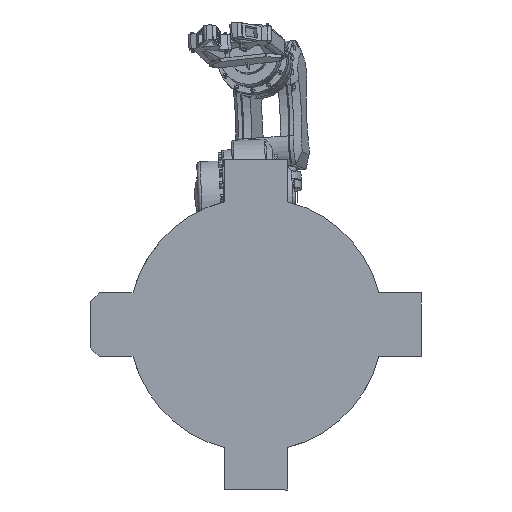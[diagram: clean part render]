
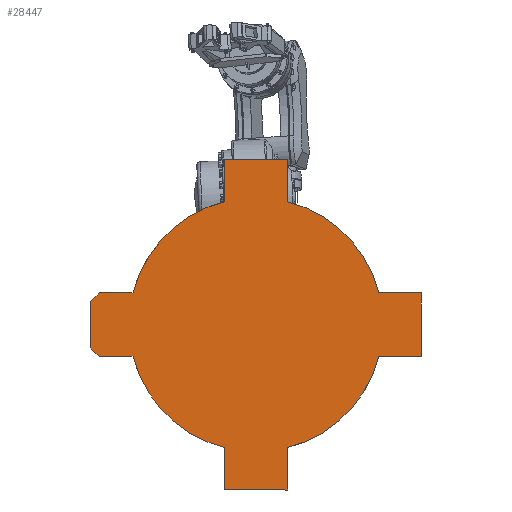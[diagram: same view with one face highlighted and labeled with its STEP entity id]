
A CAD part, front view. The second image highlights one B-rep face of the part: STEP entity #28447.
In plain terms, the highlighted planar face has unit normal (0, -1, 0).
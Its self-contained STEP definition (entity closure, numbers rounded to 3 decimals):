
#630=FACE_OUTER_BOUND('',#2215,.T.);
#2215=EDGE_LOOP('',(#17766,#17767,#17768,#17769,#17770,#17771,#17772,#17773,
#17774,#17775,#17776,#17777,#17778,#17779,#17780,#17781,#17782,#17783));
#4000=CIRCLE('',#30045,75.);
#4003=CIRCLE('',#30050,75.);
#4006=CIRCLE('',#30055,75.);
#4011=CIRCLE('',#30063,75.);
#4550=LINE('',#39677,#7890);
#4551=LINE('',#39679,#7891);
#4552=LINE('',#39681,#7892);
#4553=LINE('',#39683,#7893);
#4554=LINE('',#39684,#7894);
#4555=LINE('',#39686,#7895);
#4556=LINE('',#39688,#7896);
#4557=LINE('',#39689,#7897);
#4558=LINE('',#39691,#7898);
#4559=LINE('',#39693,#7899);
#4560=LINE('',#39694,#7900);
#4561=LINE('',#39696,#7901);
#4562=LINE('',#39698,#7902);
#4563=LINE('',#39699,#7903);
#7890=VECTOR('',#32225,20.);
#7891=VECTOR('',#32226,7.071);
#7892=VECTOR('',#32227,27.5);
#7893=VECTOR('',#32228,7.071);
#7894=VECTOR('',#32229,20.);
#7895=VECTOR('',#32230,25.);
#7896=VECTOR('',#32231,37.5);
#7897=VECTOR('',#32232,25.);
#7898=VECTOR('',#32233,25.);
#7899=VECTOR('',#32234,37.5);
#7900=VECTOR('',#32235,25.);
#7901=VECTOR('',#32236,25.);
#7902=VECTOR('',#32237,37.5);
#7903=VECTOR('',#32238,25.);
#11156=VERTEX_POINT('',#39477);
#11157=VERTEX_POINT('',#39479);
#11180=VERTEX_POINT('',#39527);
#11181=VERTEX_POINT('',#39529);
#11204=VERTEX_POINT('',#39577);
#11205=VERTEX_POINT('',#39579);
#11214=VERTEX_POINT('',#39602);
#11215=VERTEX_POINT('',#39604);
#11247=VERTEX_POINT('',#39676);
#11248=VERTEX_POINT('',#39678);
#11249=VERTEX_POINT('',#39680);
#11250=VERTEX_POINT('',#39682);
#11251=VERTEX_POINT('',#39685);
#11252=VERTEX_POINT('',#39687);
#11253=VERTEX_POINT('',#39690);
#11254=VERTEX_POINT('',#39692);
#11255=VERTEX_POINT('',#39695);
#11256=VERTEX_POINT('',#39697);
#13737=EDGE_CURVE('',#11156,#11157,#4000,.T.);
#13761=EDGE_CURVE('',#11180,#11181,#4003,.T.);
#13785=EDGE_CURVE('',#11204,#11205,#4006,.T.);
#13797=EDGE_CURVE('',#11214,#11215,#4011,.T.);
#13832=EDGE_CURVE('',#11214,#11247,#4550,.T.);
#13833=EDGE_CURVE('',#11247,#11248,#4551,.F.);
#13834=EDGE_CURVE('',#11248,#11249,#4552,.T.);
#13835=EDGE_CURVE('',#11249,#11250,#4553,.F.);
#13836=EDGE_CURVE('',#11250,#11157,#4554,.T.);
#13837=EDGE_CURVE('',#11156,#11251,#4555,.T.);
#13838=EDGE_CURVE('',#11251,#11252,#4556,.T.);
#13839=EDGE_CURVE('',#11252,#11181,#4557,.T.);
#13840=EDGE_CURVE('',#11180,#11253,#4558,.T.);
#13841=EDGE_CURVE('',#11253,#11254,#4559,.T.);
#13842=EDGE_CURVE('',#11254,#11205,#4560,.T.);
#13843=EDGE_CURVE('',#11204,#11255,#4561,.T.);
#13844=EDGE_CURVE('',#11255,#11256,#4562,.T.);
#13845=EDGE_CURVE('',#11256,#11215,#4563,.T.);
#17766=ORIENTED_EDGE('',*,*,#13832,.T.);
#17767=ORIENTED_EDGE('',*,*,#13833,.T.);
#17768=ORIENTED_EDGE('',*,*,#13834,.T.);
#17769=ORIENTED_EDGE('',*,*,#13835,.T.);
#17770=ORIENTED_EDGE('',*,*,#13836,.T.);
#17771=ORIENTED_EDGE('',*,*,#13737,.F.);
#17772=ORIENTED_EDGE('',*,*,#13837,.T.);
#17773=ORIENTED_EDGE('',*,*,#13838,.T.);
#17774=ORIENTED_EDGE('',*,*,#13839,.T.);
#17775=ORIENTED_EDGE('',*,*,#13761,.F.);
#17776=ORIENTED_EDGE('',*,*,#13840,.T.);
#17777=ORIENTED_EDGE('',*,*,#13841,.T.);
#17778=ORIENTED_EDGE('',*,*,#13842,.T.);
#17779=ORIENTED_EDGE('',*,*,#13785,.F.);
#17780=ORIENTED_EDGE('',*,*,#13843,.T.);
#17781=ORIENTED_EDGE('',*,*,#13844,.T.);
#17782=ORIENTED_EDGE('',*,*,#13845,.T.);
#17783=ORIENTED_EDGE('',*,*,#13797,.F.);
#25510=PLANE('',#30075);
#28447=ADVANCED_FACE('',(#630),#25510,.F.);
#30045=AXIS2_PLACEMENT_3D('',#39480,#32087,#32088);
#30050=AXIS2_PLACEMENT_3D('',#39530,#32118,#32119);
#30055=AXIS2_PLACEMENT_3D('',#39580,#32149,#32150);
#30063=AXIS2_PLACEMENT_3D('',#39605,#32172,#32173);
#30075=AXIS2_PLACEMENT_3D('',#39675,#32223,#32224);
#32087=DIRECTION('center_axis',(0.,1.,0.));
#32088=DIRECTION('ref_axis',(0.,0.,1.));
#32118=DIRECTION('center_axis',(0.,1.,0.));
#32119=DIRECTION('ref_axis',(0.,0.,1.));
#32149=DIRECTION('center_axis',(0.,1.,0.));
#32150=DIRECTION('ref_axis',(0.,0.,1.));
#32172=DIRECTION('center_axis',(0.,1.,0.));
#32173=DIRECTION('ref_axis',(0.,0.,1.));
#32223=DIRECTION('center_axis',(0.,1.,0.));
#32224=DIRECTION('ref_axis',(0.,0.,1.));
#32225=DIRECTION('',(-1.,0.,0.));
#32226=DIRECTION('',(0.707,0.,0.707));
#32227=DIRECTION('',(0.,0.,-1.));
#32228=DIRECTION('',(-0.707,0.,0.707));
#32229=DIRECTION('',(1.,0.,0.));
#32230=DIRECTION('',(0.,0.,-1.));
#32231=DIRECTION('',(1.,0.,0.));
#32232=DIRECTION('',(0.,0.,1.));
#32233=DIRECTION('',(1.,0.,0.));
#32234=DIRECTION('',(0.,0.,1.));
#32235=DIRECTION('',(-1.,0.,0.));
#32236=DIRECTION('',(0.,0.,1.));
#32237=DIRECTION('',(-1.,0.,0.));
#32238=DIRECTION('',(0.,0.,-1.));
#39477=CARTESIAN_POINT('',(-18.75,0.,-72.618));
#39479=CARTESIAN_POINT('',(-72.618,0.,-18.75));
#39480=CARTESIAN_POINT('Origin',(0.,0.,0.));
#39527=CARTESIAN_POINT('',(72.618,0.,-18.75));
#39529=CARTESIAN_POINT('',(18.75,0.,-72.618));
#39530=CARTESIAN_POINT('Origin',(0.,0.,0.));
#39577=CARTESIAN_POINT('',(18.75,0.,72.618));
#39579=CARTESIAN_POINT('',(72.618,0.,18.75));
#39580=CARTESIAN_POINT('Origin',(0.,0.,0.));
#39602=CARTESIAN_POINT('',(-72.618,0.,18.75));
#39604=CARTESIAN_POINT('',(-18.75,0.,72.618));
#39605=CARTESIAN_POINT('Origin',(0.,0.,0.));
#39675=CARTESIAN_POINT('Origin',(0.,0.,0.));
#39676=CARTESIAN_POINT('',(-92.618,0.,18.75));
#39677=CARTESIAN_POINT('',(-72.618,0.,18.75));
#39678=CARTESIAN_POINT('',(-97.618,0.,13.75));
#39679=CARTESIAN_POINT('',(-97.618,0.,13.75));
#39680=CARTESIAN_POINT('',(-97.618,0.,-13.75));
#39681=CARTESIAN_POINT('',(-97.618,0.,13.75));
#39682=CARTESIAN_POINT('',(-92.618,0.,-18.75));
#39683=CARTESIAN_POINT('',(-92.618,0.,-18.75));
#39684=CARTESIAN_POINT('',(-92.618,0.,-18.75));
#39685=CARTESIAN_POINT('',(-18.75,0.,-97.618));
#39686=CARTESIAN_POINT('',(-18.75,0.,-72.618));
#39687=CARTESIAN_POINT('',(18.75,0.,-97.618));
#39688=CARTESIAN_POINT('',(-18.75,0.,-97.618));
#39689=CARTESIAN_POINT('',(18.75,0.,-97.618));
#39690=CARTESIAN_POINT('',(97.618,0.,-18.75));
#39691=CARTESIAN_POINT('',(72.618,0.,-18.75));
#39692=CARTESIAN_POINT('',(97.618,0.,18.75));
#39693=CARTESIAN_POINT('',(97.618,0.,-18.75));
#39694=CARTESIAN_POINT('',(97.618,0.,18.75));
#39695=CARTESIAN_POINT('',(18.75,0.,97.618));
#39696=CARTESIAN_POINT('',(18.75,0.,72.618));
#39697=CARTESIAN_POINT('',(-18.75,0.,97.618));
#39698=CARTESIAN_POINT('',(18.75,0.,97.618));
#39699=CARTESIAN_POINT('',(-18.75,0.,97.618));
